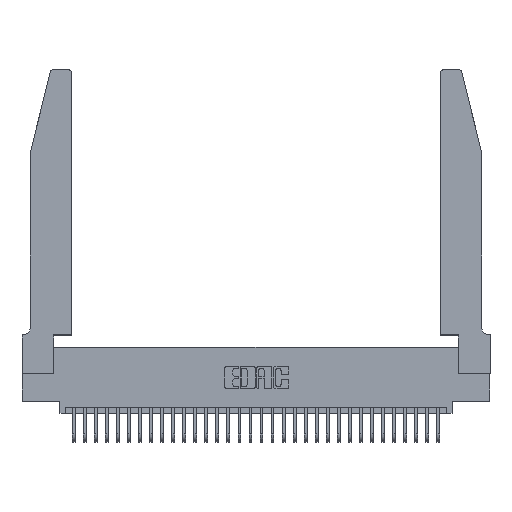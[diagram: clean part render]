
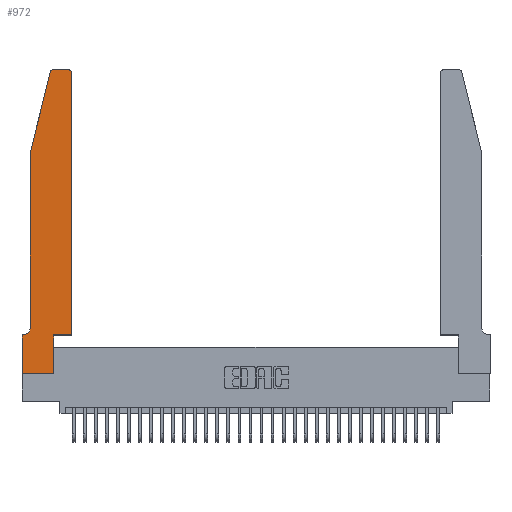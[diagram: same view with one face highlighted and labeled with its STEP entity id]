
A CAD part, top view. The second image highlights one B-rep face of the part: STEP entity #972.
In plain terms, the highlighted planar face has unit normal (0, 0, 1).
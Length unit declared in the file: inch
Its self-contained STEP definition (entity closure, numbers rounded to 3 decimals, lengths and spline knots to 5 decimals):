
#114 = CARTESIAN_POINT ( 'NONE',  ( 0.2865, 0.35, 0.37 ) ) ;
#491 = CARTESIAN_POINT ( 'NONE',  ( 0.0755, 0.42, 0.37 ) ) ;
#639 = EDGE_CURVE ( 'NONE', #20047, #27297, #29527, .T. ) ;
#972 = ADVANCED_FACE ( 'NONE', ( #7321 ), #8076, .T. ) ;
#1023 = ORIENTED_EDGE ( 'NONE', *, *, #28482, .T. ) ;
#1108 = CIRCLE ( 'NONE', #14599, 0.03 ) ;
#1451 = EDGE_LOOP ( 'NONE', ( #14799, #30708, #23786, #6486, #9917, #8673, #14785, #28696, #1023, #16177, #28932, #19769 ) ) ;
#2004 = DIRECTION ( 'NONE',  ( 1., 0., 0. ) ) ;
#2425 = CARTESIAN_POINT ( 'NONE',  ( 0.4505, 0.35, 0.37 ) ) ;
#2894 = CARTESIAN_POINT ( 'NONE',  ( 0.4205, 2.72, 0.37 ) ) ;
#3693 = DIRECTION ( 'NONE',  ( 0., 1., 0. ) ) ;
#3728 = EDGE_CURVE ( 'NONE', #27297, #23750, #24884, .T. ) ;
#3983 = EDGE_CURVE ( 'NONE', #30268, #24804, #30873, .T. ) ;
#4276 = LINE ( 'NONE', #7541, #30280 ) ;
#4665 = LINE ( 'NONE', #19168, #16896 ) ;
#4902 = DIRECTION ( 'NONE',  ( 1., 0., 0. ) ) ;
#5106 = LINE ( 'NONE', #22471, #17345 ) ;
#5114 = DIRECTION ( 'NONE',  ( -1., 0., 0. ) ) ;
#5372 = DIRECTION ( 'NONE',  ( 1., 0., 0. ) ) ;
#5481 = CARTESIAN_POINT ( 'NONE',  ( 0., 0., 0.37 ) ) ;
#6253 = CARTESIAN_POINT ( 'NONE',  ( 0.2865, 0., 0.37 ) ) ;
#6486 = ORIENTED_EDGE ( 'NONE', *, *, #18168, .T. ) ;
#6744 = CARTESIAN_POINT ( 'NONE',  ( 0., 0.35, 0.37 ) ) ;
#6816 = VECTOR ( 'NONE', #4902, 39.37008 ) ;
#7222 = VERTEX_POINT ( 'NONE', #6744 ) ;
#7321 = FACE_OUTER_BOUND ( 'NONE', #1451, .T. ) ;
#7541 = CARTESIAN_POINT ( 'NONE',  ( 0.0755, 2., 0.37 ) ) ;
#7748 = CARTESIAN_POINT ( 'NONE',  ( 0.4505, 0.35, 0.37 ) ) ;
#8076 = PLANE ( 'NONE',  #13070 ) ;
#8394 = CARTESIAN_POINT ( 'NONE',  ( 0.2605, 2.75, 0.37 ) ) ;
#8496 = DIRECTION ( 'NONE',  ( -1., 0., 0. ) ) ;
#8604 = CARTESIAN_POINT ( 'NONE',  ( 0., 0.35, 0.37 ) ) ;
#8673 = ORIENTED_EDGE ( 'NONE', *, *, #30251, .T. ) ;
#8686 = VERTEX_POINT ( 'NONE', #114 ) ;
#9290 = DIRECTION ( 'NONE',  ( 0., 0., 1. ) ) ;
#9823 = AXIS2_PLACEMENT_3D ( 'NONE', #31266, #16654, #2004 ) ;
#9886 = CARTESIAN_POINT ( 'NONE',  ( 0.4505, 2.72, 0.37 ) ) ;
#9917 = ORIENTED_EDGE ( 'NONE', *, *, #11644, .T. ) ;
#10088 = CARTESIAN_POINT ( 'NONE',  ( 0.4505, 0.35, 0.37 ) ) ;
#10192 = EDGE_CURVE ( 'NONE', #23750, #27760, #4276, .T. ) ;
#11155 = DIRECTION ( 'NONE',  ( 1., 0., 0. ) ) ;
#11644 = EDGE_CURVE ( 'NONE', #13029, #14817, #16425, .T. ) ;
#12450 = LINE ( 'NONE', #17294, #19014 ) ;
#12472 = VERTEX_POINT ( 'NONE', #6253 ) ;
#12649 = DIRECTION ( 'NONE',  ( 0., 1., 0. ) ) ;
#12682 = CARTESIAN_POINT ( 'NONE',  ( 0.0055, 0.42, 0.37 ) ) ;
#13029 = VERTEX_POINT ( 'NONE', #491 ) ;
#13070 = AXIS2_PLACEMENT_3D ( 'NONE', #8604, #9290, #11155 ) ;
#13232 = CARTESIAN_POINT ( 'NONE',  ( 0.4205, 2.75, 0.37 ) ) ;
#14599 = AXIS2_PLACEMENT_3D ( 'NONE', #2894, #20069, #5372 ) ;
#14785 = ORIENTED_EDGE ( 'NONE', *, *, #27424, .T. ) ;
#14799 = ORIENTED_EDGE ( 'NONE', *, *, #639, .T. ) ;
#14817 = VERTEX_POINT ( 'NONE', #20222 ) ;
#15129 = LINE ( 'NONE', #5481, #20932 ) ;
#15142 = DIRECTION ( 'NONE',  ( -1., 0., 0. ) ) ;
#15535 = EDGE_CURVE ( 'NONE', #8686, #30268, #26395, .T. ) ;
#16177 = ORIENTED_EDGE ( 'NONE', *, *, #15535, .T. ) ;
#16425 = CIRCLE ( 'NONE', #20484, 0.07 ) ;
#16460 = EDGE_CURVE ( 'NONE', #22298, #12472, #15129, .T. ) ;
#16527 = VECTOR ( 'NONE', #8496, 39.37008 ) ;
#16654 = DIRECTION ( 'NONE',  ( 0., 0., 1. ) ) ;
#16896 = VECTOR ( 'NONE', #21678, 39.37008 ) ;
#17294 = CARTESIAN_POINT ( 'NONE',  ( 0.0755, 0.35, 0.37 ) ) ;
#17345 = VECTOR ( 'NONE', #24933, 39.37008 ) ;
#18168 = EDGE_CURVE ( 'NONE', #27760, #13029, #5106, .T. ) ;
#19014 = VECTOR ( 'NONE', #5114, 39.37008 ) ;
#19168 = CARTESIAN_POINT ( 'NONE',  ( 0., 0., 0.37 ) ) ;
#19769 = ORIENTED_EDGE ( 'NONE', *, *, #28882, .T. ) ;
#20047 = VERTEX_POINT ( 'NONE', #13232 ) ;
#20069 = DIRECTION ( 'NONE',  ( 0., 0., 1. ) ) ;
#20222 = CARTESIAN_POINT ( 'NONE',  ( 0.0055, 0.35, 0.37 ) ) ;
#20484 = AXIS2_PLACEMENT_3D ( 'NONE', #12682, #29808, #15142 ) ;
#20656 = CARTESIAN_POINT ( 'NONE',  ( 0.0755, 2., 0.37 ) ) ;
#20932 = VECTOR ( 'NONE', #25139, 39.37008 ) ;
#21678 = DIRECTION ( 'NONE',  ( 0., -1., 0. ) ) ;
#21952 = CARTESIAN_POINT ( 'NONE',  ( 0.25487, 2.72718, 0.37 ) ) ;
#22298 = VERTEX_POINT ( 'NONE', #30609 ) ;
#22471 = CARTESIAN_POINT ( 'NONE',  ( 0.0755, 2., 0.37 ) ) ;
#23644 = CARTESIAN_POINT ( 'NONE',  ( 0.284, 2.75, 0.37 ) ) ;
#23750 = VERTEX_POINT ( 'NONE', #21952 ) ;
#23786 = ORIENTED_EDGE ( 'NONE', *, *, #10192, .T. ) ;
#24493 = VECTOR ( 'NONE', #12649, 39.37008 ) ;
#24756 = DIRECTION ( 'NONE',  ( -0.239, -0.971, 0. ) ) ;
#24804 = VERTEX_POINT ( 'NONE', #9886 ) ;
#24884 = CIRCLE ( 'NONE', #9823, 0.03 ) ;
#24933 = DIRECTION ( 'NONE',  ( 0., -1., 0. ) ) ;
#25139 = DIRECTION ( 'NONE',  ( 1., 0., 0. ) ) ;
#26395 = LINE ( 'NONE', #2425, #6816 ) ;
#26452 = VECTOR ( 'NONE', #3693, 39.37008 ) ;
#27193 = LINE ( 'NONE', #30703, #26452 ) ;
#27297 = VERTEX_POINT ( 'NONE', #23644 ) ;
#27424 = EDGE_CURVE ( 'NONE', #7222, #22298, #4665, .T. ) ;
#27760 = VERTEX_POINT ( 'NONE', #20656 ) ;
#28482 = EDGE_CURVE ( 'NONE', #12472, #8686, #27193, .T. ) ;
#28696 = ORIENTED_EDGE ( 'NONE', *, *, #16460, .T. ) ;
#28882 = EDGE_CURVE ( 'NONE', #24804, #20047, #1108, .T. ) ;
#28932 = ORIENTED_EDGE ( 'NONE', *, *, #3983, .T. ) ;
#29527 = LINE ( 'NONE', #8394, #16527 ) ;
#29808 = DIRECTION ( 'NONE',  ( 0., 0., -1. ) ) ;
#30251 = EDGE_CURVE ( 'NONE', #14817, #7222, #12450, .T. ) ;
#30268 = VERTEX_POINT ( 'NONE', #10088 ) ;
#30280 = VECTOR ( 'NONE', #24756, 39.37008 ) ;
#30609 = CARTESIAN_POINT ( 'NONE',  ( 0., 0., 0.37 ) ) ;
#30703 = CARTESIAN_POINT ( 'NONE',  ( 0.2865, 0.35, 0.37 ) ) ;
#30708 = ORIENTED_EDGE ( 'NONE', *, *, #3728, .T. ) ;
#30873 = LINE ( 'NONE', #7748, #24493 ) ;
#31266 = CARTESIAN_POINT ( 'NONE',  ( 0.284, 2.72, 0.37 ) ) ;
